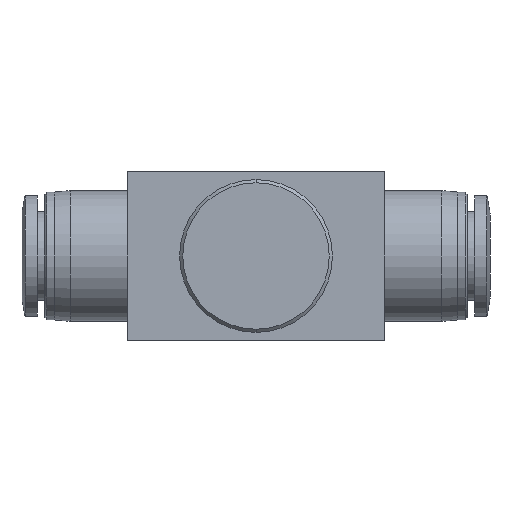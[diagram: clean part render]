
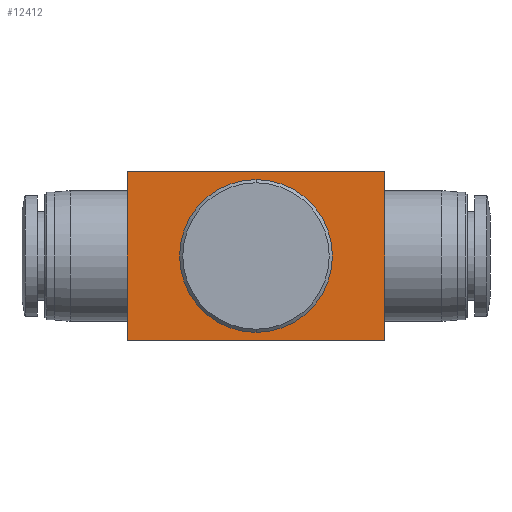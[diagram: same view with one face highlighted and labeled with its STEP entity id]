
A CAD part, front view. The second image highlights one B-rep face of the part: STEP entity #12412.
In plain terms, the highlighted planar face has unit normal (0, -1, 0).
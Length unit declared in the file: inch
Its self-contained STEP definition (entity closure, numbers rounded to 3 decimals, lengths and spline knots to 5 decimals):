
#106 = CARTESIAN_POINT ( 'NONE',  ( 0., 0.09449, 0.47244 ) ) ;
#551 = VECTOR ( 'NONE', #3282, 39.37008 ) ;
#620 = CARTESIAN_POINT ( 'NONE',  ( 0., 0.09449, -0.52165 ) ) ;
#666 = CARTESIAN_POINT ( 'NONE',  ( -0.79528, 0.09449, -0.52165 ) ) ;
#785 = DIRECTION ( 'NONE',  ( 0., 0., -1. ) ) ;
#1646 = DIRECTION ( 'NONE',  ( 0., 1., 0. ) ) ;
#1820 = CARTESIAN_POINT ( 'NONE',  ( 0.79528, 0.09449, -0.52165 ) ) ;
#1856 = VECTOR ( 'NONE', #785, 39.37008 ) ;
#2279 = VERTEX_POINT ( 'NONE', #106 ) ;
#2484 = EDGE_CURVE ( 'NONE', #9877, #5897, #6790, .T. ) ;
#3282 = DIRECTION ( 'NONE',  ( 1., 0., 0. ) ) ;
#3327 = FACE_OUTER_BOUND ( 'NONE', #5621, .T. ) ;
#5359 = ORIENTED_EDGE ( 'NONE', *, *, #18142, .T. ) ;
#5418 = AXIS2_PLACEMENT_3D ( 'NONE', #23961, #10325, #26267 ) ;
#5621 = EDGE_LOOP ( 'NONE', ( #7014, #24508, #28413, #19438 ) ) ;
#5897 = VERTEX_POINT ( 'NONE', #7009 ) ;
#6190 = EDGE_CURVE ( 'NONE', #10267, #5897, #18107, .T. ) ;
#6494 = CIRCLE ( 'NONE', #29153, 0.47244 ) ;
#6604 = LINE ( 'NONE', #620, #551 ) ;
#6766 = EDGE_LOOP ( 'NONE', ( #5359, #27419 ) ) ;
#6790 = LINE ( 'NONE', #28894, #18957 ) ;
#6967 = EDGE_CURVE ( 'NONE', #9877, #9235, #26168, .T. ) ;
#7009 = CARTESIAN_POINT ( 'NONE',  ( -0.79528, 0.09449, 0.52165 ) ) ;
#7014 = ORIENTED_EDGE ( 'NONE', *, *, #23952, .T. ) ;
#8840 = CIRCLE ( 'NONE', #23011, 0.47244 ) ;
#9235 = VERTEX_POINT ( 'NONE', #1820 ) ;
#9469 = FACE_BOUND ( 'NONE', #6766, .T. ) ;
#9877 = VERTEX_POINT ( 'NONE', #28725 ) ;
#10267 = VERTEX_POINT ( 'NONE', #666 ) ;
#10325 = DIRECTION ( 'NONE',  ( 0., -1., 0. ) ) ;
#10446 = VERTEX_POINT ( 'NONE', #19623 ) ;
#12412 = ADVANCED_FACE ( 'NONE', ( #9469, #3327 ), #23858, .T. ) ;
#13070 = DIRECTION ( 'NONE',  ( 0., 1., 0. ) ) ;
#13252 = DIRECTION ( 'NONE',  ( -1., 0., 0. ) ) ;
#13312 = DIRECTION ( 'NONE',  ( 0., 0., 1. ) ) ;
#15364 = CARTESIAN_POINT ( 'NONE',  ( 0., 0.09449, 0. ) ) ;
#17676 = DIRECTION ( 'NONE',  ( 0., 0., 1. ) ) ;
#18107 = LINE ( 'NONE', #29257, #24135 ) ;
#18142 = EDGE_CURVE ( 'NONE', #2279, #10446, #6494, .T. ) ;
#18957 = VECTOR ( 'NONE', #13252, 39.37008 ) ;
#19438 = ORIENTED_EDGE ( 'NONE', *, *, #6190, .F. ) ;
#19623 = CARTESIAN_POINT ( 'NONE',  ( 0., 0.09449, -0.47244 ) ) ;
#20770 = EDGE_CURVE ( 'NONE', #10446, #2279, #8840, .T. ) ;
#23011 = AXIS2_PLACEMENT_3D ( 'NONE', #26713, #13070, #29017 ) ;
#23858 = PLANE ( 'NONE',  #5418 ) ;
#23952 = EDGE_CURVE ( 'NONE', #10267, #9235, #6604, .T. ) ;
#23961 = CARTESIAN_POINT ( 'NONE',  ( 0.79528, 0.09449, 0. ) ) ;
#24135 = VECTOR ( 'NONE', #13312, 39.37008 ) ;
#24508 = ORIENTED_EDGE ( 'NONE', *, *, #6967, .F. ) ;
#26168 = LINE ( 'NONE', #28182, #1856 ) ;
#26267 = DIRECTION ( 'NONE',  ( 0., 0., -1. ) ) ;
#26713 = CARTESIAN_POINT ( 'NONE',  ( 0., 0.09449, 0. ) ) ;
#27419 = ORIENTED_EDGE ( 'NONE', *, *, #20770, .T. ) ;
#28182 = CARTESIAN_POINT ( 'NONE',  ( 0.79528, 0.09449, 0. ) ) ;
#28413 = ORIENTED_EDGE ( 'NONE', *, *, #2484, .T. ) ;
#28725 = CARTESIAN_POINT ( 'NONE',  ( 0.79528, 0.09449, 0.52165 ) ) ;
#28894 = CARTESIAN_POINT ( 'NONE',  ( 0.79528, 0.09449, 0.52165 ) ) ;
#29017 = DIRECTION ( 'NONE',  ( 0., 0., 1. ) ) ;
#29153 = AXIS2_PLACEMENT_3D ( 'NONE', #15364, #1646, #17676 ) ;
#29257 = CARTESIAN_POINT ( 'NONE',  ( -0.79528, 0.09449, 0. ) ) ;
